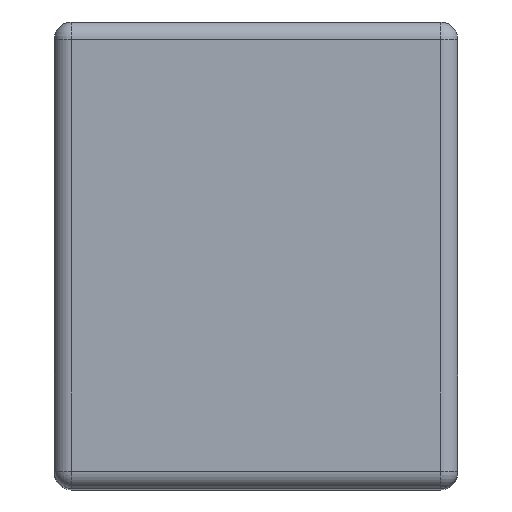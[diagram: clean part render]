
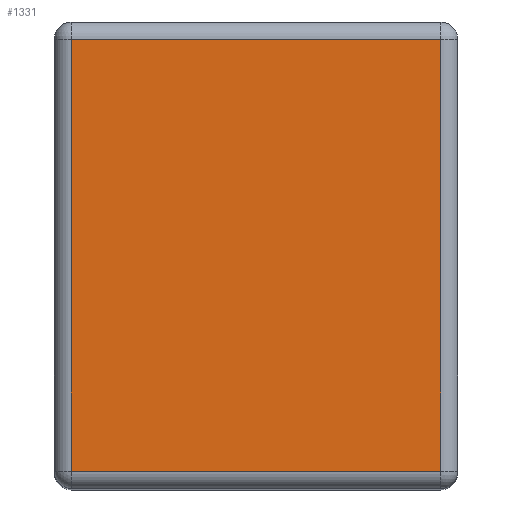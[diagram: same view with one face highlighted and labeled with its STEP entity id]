
A CAD part, top view. The second image highlights one B-rep face of the part: STEP entity #1331.
In plain terms, the highlighted planar face has unit normal (0, 0, 1).
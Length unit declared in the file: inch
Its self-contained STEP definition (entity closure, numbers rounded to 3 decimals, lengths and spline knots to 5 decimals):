
#16 = EDGE_CURVE ( 'NONE', #3065, #2288, #1501, .T. ) ;
#63 = ORIENTED_EDGE ( 'NONE', *, *, #124, .T. ) ;
#124 = EDGE_CURVE ( 'NONE', #2891, #386, #3295, .T. ) ;
#208 = FACE_OUTER_BOUND ( 'NONE', #2721, .T. ) ;
#386 = VERTEX_POINT ( 'NONE', #468 ) ;
#393 = CARTESIAN_POINT ( 'NONE',  ( -0.725, 0.0625, 1.525 ) ) ;
#468 = CARTESIAN_POINT ( 'NONE',  ( -0.6625, 1.6125, 1.525 ) ) ;
#529 = LINE ( 'NONE', #1051, #765 ) ;
#572 = CARTESIAN_POINT ( 'NONE',  ( -0.6625, 0.0625, 1.525 ) ) ;
#615 = EDGE_CURVE ( 'NONE', #2288, #2891, #2958, .T. ) ;
#765 = VECTOR ( 'NONE', #1607, 39.37008 ) ;
#854 = ORIENTED_EDGE ( 'NONE', *, *, #16, .T. ) ;
#906 = CARTESIAN_POINT ( 'NONE',  ( -0.725, 1.6125, 1.525 ) ) ;
#975 = CARTESIAN_POINT ( 'NONE',  ( 0.6625, 1.6125, 1.525 ) ) ;
#1051 = CARTESIAN_POINT ( 'NONE',  ( -0.6625, 1.675, 1.525 ) ) ;
#1300 = DIRECTION ( 'NONE',  ( -1., 0., 0. ) ) ;
#1331 = ADVANCED_FACE ( 'NONE', ( #208 ), #2892, .F. ) ;
#1382 = CARTESIAN_POINT ( 'NONE',  ( 0.6625, 1.675, 1.525 ) ) ;
#1501 = LINE ( 'NONE', #393, #2846 ) ;
#1607 = DIRECTION ( 'NONE',  ( 0., -1., 0. ) ) ;
#1682 = DIRECTION ( 'NONE',  ( 0., 1., 0. ) ) ;
#1725 = AXIS2_PLACEMENT_3D ( 'NONE', #2370, #2358, #2838 ) ;
#1726 = DIRECTION ( 'NONE',  ( 1., 0., 0. ) ) ;
#2061 = VECTOR ( 'NONE', #1682, 39.37008 ) ;
#2288 = VERTEX_POINT ( 'NONE', #2394 ) ;
#2358 = DIRECTION ( 'NONE',  ( 0., 0., -1. ) ) ;
#2370 = CARTESIAN_POINT ( 'NONE',  ( -0.725, 1.675, 1.525 ) ) ;
#2372 = EDGE_CURVE ( 'NONE', #386, #3065, #529, .T. ) ;
#2394 = CARTESIAN_POINT ( 'NONE',  ( 0.6625, 0.0625, 1.525 ) ) ;
#2721 = EDGE_LOOP ( 'NONE', ( #63, #2947, #854, #2959 ) ) ;
#2838 = DIRECTION ( 'NONE',  ( -1., 0., 0. ) ) ;
#2846 = VECTOR ( 'NONE', #1726, 39.37008 ) ;
#2891 = VERTEX_POINT ( 'NONE', #975 ) ;
#2892 = PLANE ( 'NONE',  #1725 ) ;
#2947 = ORIENTED_EDGE ( 'NONE', *, *, #2372, .T. ) ;
#2958 = LINE ( 'NONE', #1382, #2061 ) ;
#2959 = ORIENTED_EDGE ( 'NONE', *, *, #615, .T. ) ;
#3065 = VERTEX_POINT ( 'NONE', #572 ) ;
#3295 = LINE ( 'NONE', #906, #3415 ) ;
#3415 = VECTOR ( 'NONE', #1300, 39.37008 ) ;
